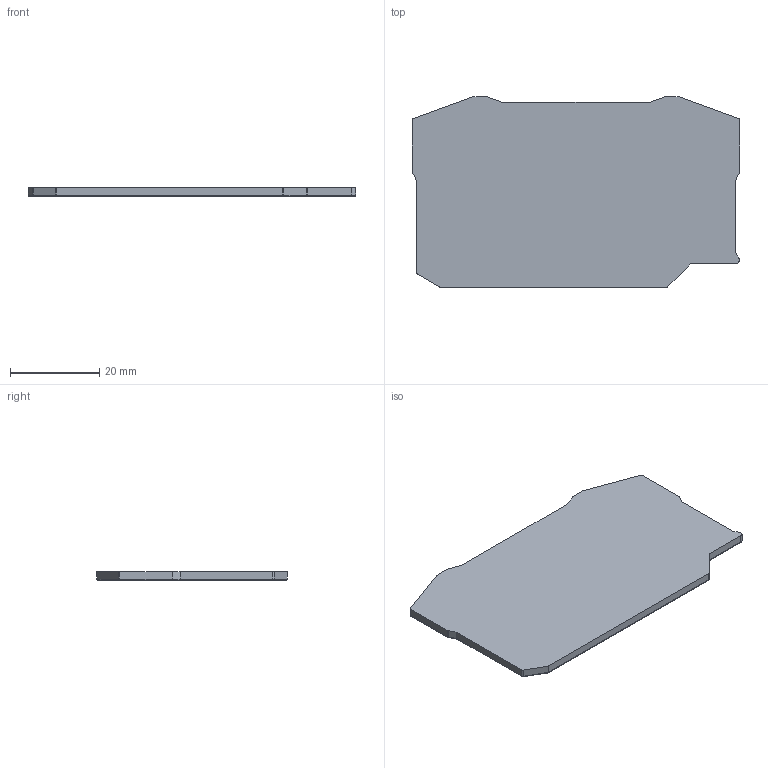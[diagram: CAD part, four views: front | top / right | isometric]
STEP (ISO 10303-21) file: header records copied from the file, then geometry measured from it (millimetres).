
FILE_DESCRIPTION(/* description */ (''),/* implementation_level */ '2;1');
FILE_NAME(/* name */ '3788_ZAP10_2A_iso.stp',/* time_stamp */ '2011-08-05T11:26:12+02:00',/* author */ (''),/* organization */ (''),/* preprocessor_version */ 'ST-DEVELOPER v11',/* originating_system */ 'SIEMENS UGS NX 6.0',/* authorisation */ '');
FILE_SCHEMA (('CONFIG_CONTROL_DESIGN'));
Length unit declared in the file: millimetre
Products named in the file (1): 3788_ZAP10_2A_iso
Bounding box: 73.5 x 42.7 x 2 mm (x, y, z)
Volume: 5804.8 mm3; surface area: 6217.8 mm2
Topology: 1 solids, 1 shells, 74 faces, 180 edges, 97 vertices
Faces by surface type: cylinder 36, plane 20, sphere 11, torus 7
Entity records: 2142 total; most frequent: DIRECTION 398, CARTESIAN_POINT 341, ORIENTED_EDGE 338, EDGE_CURVE 169, AXIS2_PLACEMENT_3D 154, VERTEX_POINT 97, LINE 90, VECTOR 90
